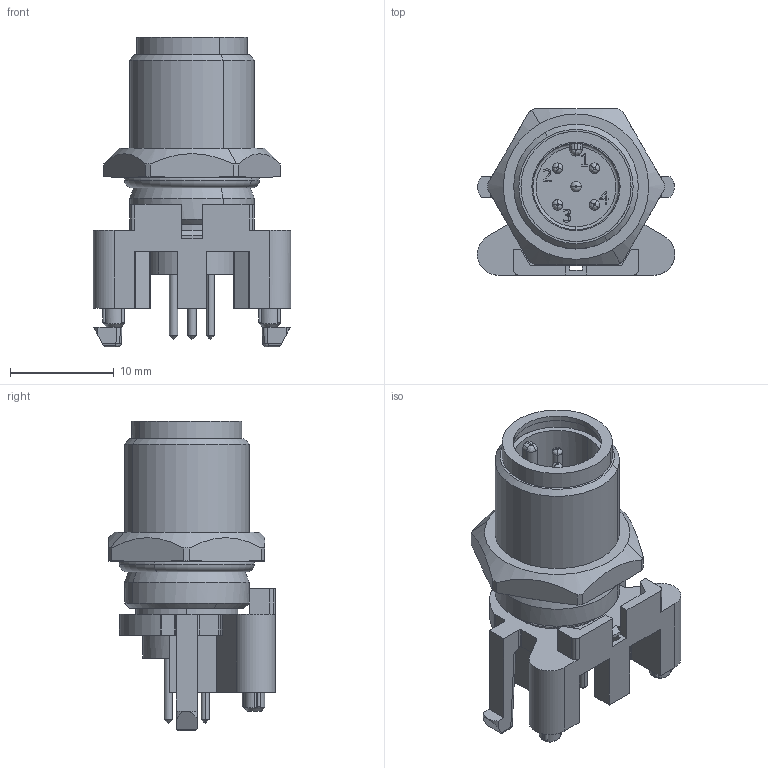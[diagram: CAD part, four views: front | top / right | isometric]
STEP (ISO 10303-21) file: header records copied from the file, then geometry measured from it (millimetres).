
FILE_DESCRIPTION(('CATIA V5R24 STEP','CAx-IF Rec.Pracs.--- Model Styling and Organization---1.2---2011-12-15'),'2;1');
FILE_NAME ('D1461822_0_2422640000_2422640000.stp','2017-08-29T12:00:32+00:00',('none'),('Weidmueller'),'CATIA Version 5-6 Release 2014 SP4 HF52','CATIA V5 STEP AP214','none');
FILE_SCHEMA(('AUTOMOTIVE_DESIGN { 1 0 10303 214 1 1 1 1 }'));
Length unit declared in the file: millimetre
Products named in the file (1): 2422640000
Bounding box: 18.99 x 16 x 29.8 mm (x, y, z)
Volume: 2578 mm3; surface area: 3972.7 mm2
Topology: 4 solids, 5 shells, 391 faces, 1106 edges, 734 vertices
Faces by surface type: cylinder 142, plane 133, bspline 63, cone 39, torus 14
Entity records: 13395 total; most frequent: CARTESIAN_POINT 4294, ORIENTED_EDGE 2192, DIRECTION 1347, EDGE_CURVE 1096, VERTEX_POINT 734, AXIS2_PLACEMENT_3D 559, VECTOR 478, LINE 478
